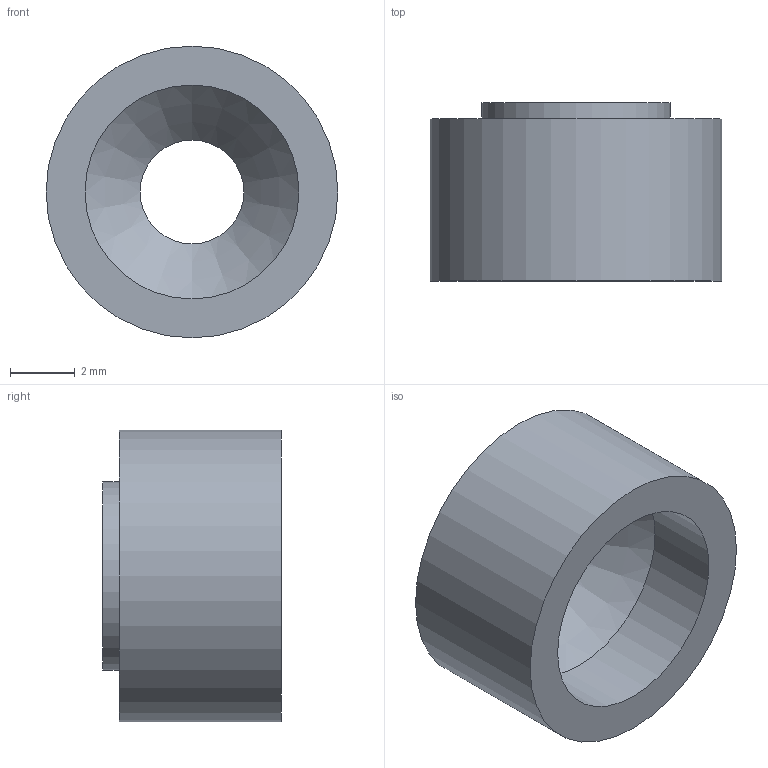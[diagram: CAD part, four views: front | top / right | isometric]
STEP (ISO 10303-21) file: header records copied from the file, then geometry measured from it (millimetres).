
FILE_DESCRIPTION(/* description */ (''),/* implementation_level */ '2;1');
FILE_NAME(/* name */ 'magnet_holder.step',/* time_stamp */ '2023-11-28T23:17:21+11:00',/* author */ (''),/* organization */ (''),/* preprocessor_version */ 'ST-DEVELOPER v20',/* originating_system */ 'Autodesk Translation Framework v12.14.0.127',/* authorisation */ '');
FILE_SCHEMA (('AUTOMOTIVE_DESIGN { 1 0 10303 214 3 1 1 }'));
Length unit declared in the file: millimetre
Products named in the file (3): rabbitwheel; Encoder magnet; magnet holder
Assembly tree (2 placements, depth 3):
  rabbitwheel
    Encoder magnet
      magnet holder
Bounding box: 9 x 5.5 x 9 mm (x, y, z)
Volume: 205.9 mm3; surface area: 335.8 mm2
Topology: 1 solids, 1 shells, 8 faces, 13 edges, 8 vertices
Faces by surface type: cylinder 4, plane 3, cone 1
Full cylindrical faces by diameter (mm): 3.2 x1, 5.8 x1, 6.6 x1, 9 x1
Entity records: 273 total; most frequent: DIRECTION 47, CARTESIAN_POINT 34, ORIENTED_EDGE 26, AXIS2_PLACEMENT_3D 21, EDGE_CURVE 13, EDGE_LOOP 11, FACE_OUTER_BOUND 8, CIRCLE 8
